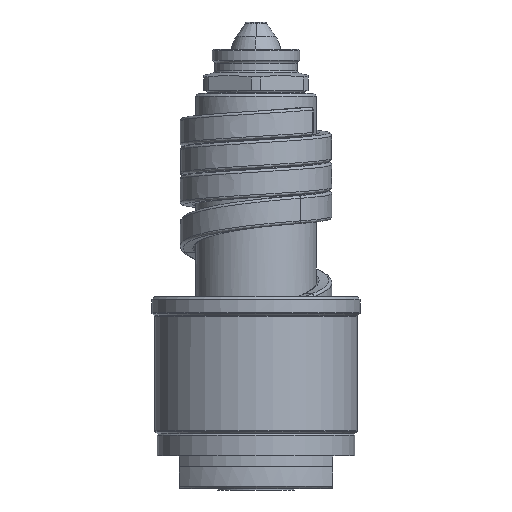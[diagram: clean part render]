
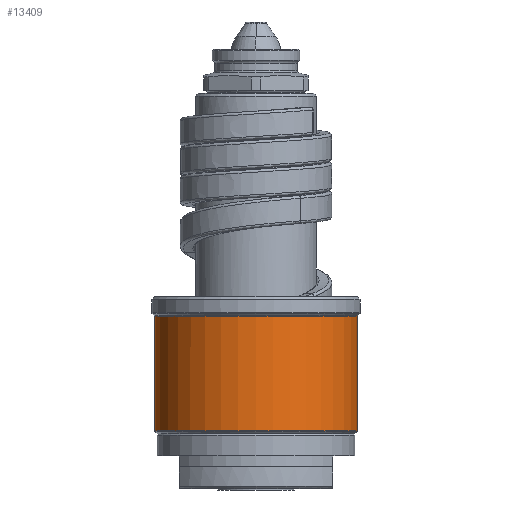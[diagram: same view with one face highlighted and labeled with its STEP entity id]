
A CAD part, front view. The second image highlights one B-rep face of the part: STEP entity #13409.
In plain terms, the highlighted cylindrical face has radius 18.5 mm (diameter 37 mm), a partial arc.
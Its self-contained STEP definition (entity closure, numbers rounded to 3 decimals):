
#3428=DIRECTION('',(0.,0.,1.));
#3429=VECTOR('',#3428,20.834);
#3430=CARTESIAN_POINT('',(18.5,0.,10.583));
#3431=LINE('',#3430,#3429);
#3465=CARTESIAN_POINT('',(0.,0.,10.583));
#3466=DIRECTION('',(0.,0.,1.));
#3467=DIRECTION('',(-1.,0.,0.));
#3468=AXIS2_PLACEMENT_3D('',#3465,#3466,#3467);
#3470=CARTESIAN_POINT('',(0.,0.,10.583));
#3471=DIRECTION('',(0.,0.,1.));
#3472=DIRECTION('',(1.,-0.009,0.));
#3473=AXIS2_PLACEMENT_3D('',#3470,#3471,#3472);
#4846=DIRECTION('',(0.,0.,1.));
#4847=VECTOR('',#4846,20.834);
#4848=CARTESIAN_POINT('',(-18.5,0.,10.583));
#4849=LINE('',#4848,#4847);
#4850=CARTESIAN_POINT('',(0.,0.,31.417));
#4851=DIRECTION('',(0.,0.,-1.));
#4852=DIRECTION('',(1.,0.,0.));
#4853=AXIS2_PLACEMENT_3D('',#4850,#4851,#4852);
#4855=CARTESIAN_POINT('',(0.,0.,31.417));
#4856=DIRECTION('',(0.,0.,-1.));
#4857=DIRECTION('',(1.,-0.008,0.));
#4858=AXIS2_PLACEMENT_3D('',#4855,#4856,#4857);
#5579=CARTESIAN_POINT('',(18.499,-0.152,
31.417));
#5580=CARTESIAN_POINT('',(-18.5,0.,31.417));
#5581=VERTEX_POINT('',#5579);
#5582=VERTEX_POINT('',#5580);
#5583=CARTESIAN_POINT('',(18.5,0.,31.417));
#5584=VERTEX_POINT('',#5583);
#5585=CARTESIAN_POINT('',(-18.5,0.,10.583));
#5586=CARTESIAN_POINT('',(18.499,-0.161,
10.583));
#5587=VERTEX_POINT('',#5585);
#5588=VERTEX_POINT('',#5586);
#5589=CARTESIAN_POINT('',(18.5,0.,10.583));
#5590=VERTEX_POINT('',#5589);
#13394=CARTESIAN_POINT('',(0.,0.,8.75));
#13395=DIRECTION('',(0.,0.,1.));
#13396=DIRECTION('',(-1.,0.,0.));
#13397=AXIS2_PLACEMENT_3D('',#13394,#13395,#13396);
#13398=CYLINDRICAL_SURFACE('',#13397,18.5);
#13399=ORIENTED_EDGE('',*,*,#11611,.F.);
#13400=ORIENTED_EDGE('',*,*,#11609,.F.);
#13401=ORIENTED_EDGE('',*,*,#11584,.T.);
#13403=ORIENTED_EDGE('',*,*,#13402,.F.);
#13405=ORIENTED_EDGE('',*,*,#13404,.F.);
#13406=ORIENTED_EDGE('',*,*,#11578,.F.);
#13407=EDGE_LOOP('',(#13399,#13400,#13401,#13403,#13405,#13406));
#13408=FACE_OUTER_BOUND('',#13407,.F.);
#3469=CIRCLE('',#3468,18.5);
#3474=CIRCLE('',#3473,18.5);
#4854=CIRCLE('',#4853,18.5);
#4859=CIRCLE('',#4858,18.5);
#11578=EDGE_CURVE('',#5590,#5584,#3431,.T.);
#11584=EDGE_CURVE('',#5587,#5582,#4849,.T.);
#11609=EDGE_CURVE('',#5587,#5588,#3469,.T.);
#11611=EDGE_CURVE('',#5588,#5590,#3474,.T.);
#13402=EDGE_CURVE('',#5581,#5582,#4859,.T.);
#13404=EDGE_CURVE('',#5584,#5581,#4854,.T.);
#13409=ADVANCED_FACE('',(#13408),#13398,.T.);
